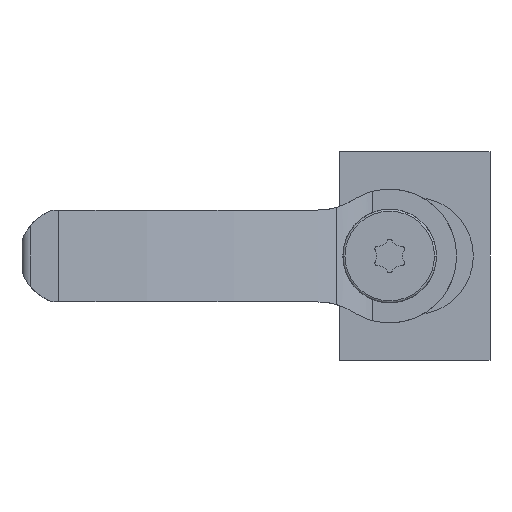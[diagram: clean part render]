
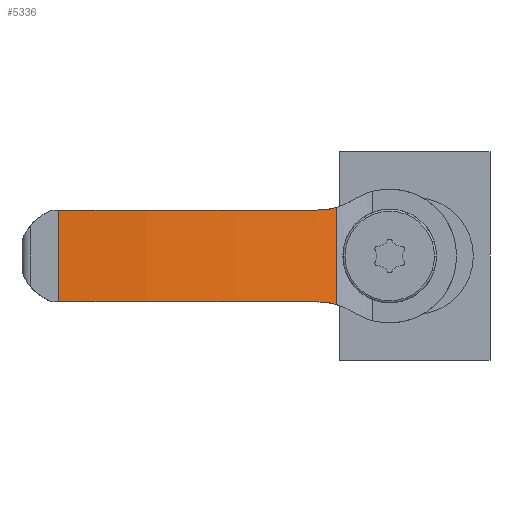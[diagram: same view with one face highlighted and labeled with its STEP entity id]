
A CAD part, left-side view. The second image highlights one B-rep face of the part: STEP entity #5336.
In plain terms, the highlighted cylindrical face has radius 85.784 mm (diameter 171.568 mm), a partial arc.
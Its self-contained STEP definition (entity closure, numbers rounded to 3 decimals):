
#933=CARTESIAN_POINT('',(-23.152,18.39,-18.308));
#934=CARTESIAN_POINT('',(-23.263,18.629,-18.24));
#935=CARTESIAN_POINT('',(-23.483,19.112,-18.126));
#936=CARTESIAN_POINT('',(-23.81,19.848,-18.023));
#937=CARTESIAN_POINT('',(-24.024,20.341,-18.));
#938=CARTESIAN_POINT('',(-24.129,20.588,-18.));
#969=CARTESIAN_POINT('',(54.741,54.328,-18.));
#970=DIRECTION('',(0.,0.,1.));
#971=DIRECTION('',(-0.999,-0.032,0.));
#972=AXIS2_PLACEMENT_3D('',#969,#970,#971);
#993=CARTESIAN_POINT('',(54.741,54.328,-7.));
#994=DIRECTION('',(0.,0.,-1.));
#995=DIRECTION('',(-0.919,-0.393,0.));
#996=AXIS2_PLACEMENT_3D('',#993,#994,#995);
#1030=CARTESIAN_POINT('',(-24.129,20.588,-7.));
#1031=CARTESIAN_POINT('',(-24.024,20.341,-7.));
#1032=CARTESIAN_POINT('',(-23.81,19.848,
-6.977));
#1033=CARTESIAN_POINT('',(-23.483,19.112,
-6.874));
#1034=CARTESIAN_POINT('',(-23.263,18.629,
-6.76));
#1035=CARTESIAN_POINT('',(-23.152,18.39,
-6.692));
#1041=DIRECTION('',(0.,0.,1.));
#1042=VECTOR('',#1041,11.);
#1043=CARTESIAN_POINT('',(-31.,51.6,-18.));
#1044=LINE('',#1043,#1042);
#1045=DIRECTION('',(0.,0.,-1.));
#1046=VECTOR('',#1045,11.616);
#1047=CARTESIAN_POINT('',(-23.152,18.39,
-6.692));
#1048=LINE('',#1047,#1046);
#3330=CARTESIAN_POINT('',(-24.129,20.588,-7.));
#3331=VERTEX_POINT('',#3330);
#3332=VERTEX_POINT('',#1035);
#3343=CARTESIAN_POINT('',(-23.152,18.39,
-18.308));
#3344=VERTEX_POINT('',#3343);
#3345=VERTEX_POINT('',#938);
#3350=CARTESIAN_POINT('',(-31.,51.6,-18.));
#3351=VERTEX_POINT('',#3350);
#3388=CARTESIAN_POINT('',(-31.,51.6,-7.));
#3389=VERTEX_POINT('',#3388);
#5322=CARTESIAN_POINT('',(54.741,54.328,-18.54));
#5323=DIRECTION('',(0.,0.,1.));
#5324=DIRECTION('',(0.,1.,0.));
#5325=AXIS2_PLACEMENT_3D('',#5322,#5323,#5324);
#5326=CYLINDRICAL_SURFACE('',#5325,85.784);
#5327=ORIENTED_EDGE('',*,*,#5215,.T.);
#5328=ORIENTED_EDGE('',*,*,#5245,.F.);
#5330=ORIENTED_EDGE('',*,*,#5329,.T.);
#5331=ORIENTED_EDGE('',*,*,#5288,.F.);
#5332=ORIENTED_EDGE('',*,*,#5316,.T.);
#5333=ORIENTED_EDGE('',*,*,#5193,.T.);
#5334=EDGE_LOOP('',(#5327,#5328,#5330,#5331,#5332,#5333));
#5335=FACE_OUTER_BOUND('',#5334,.F.);
#5336=ADVANCED_FACE('',(#5335),#5326,.T.);
#939=B_SPLINE_CURVE_WITH_KNOTS('',3,(#933,#934,#935,#936,#937,#938),
.UNSPECIFIED.,.F.,.F.,(4,1,1,4),(0.,0.333,0.667,1.),
.UNSPECIFIED.);
#973=CIRCLE('',#972,85.784);
#997=CIRCLE('',#996,85.784);
#1036=B_SPLINE_CURVE_WITH_KNOTS('',3,(#1030,#1031,#1032,#1033,#1034,#1035),
.UNSPECIFIED.,.F.,.F.,(4,1,1,4),(0.,0.333,0.667,1.),
.UNSPECIFIED.);
#5193=EDGE_CURVE('',#3332,#3344,#1048,.T.);
#5215=EDGE_CURVE('',#3344,#3345,#939,.T.);
#5245=EDGE_CURVE('',#3351,#3345,#973,.T.);
#5288=EDGE_CURVE('',#3331,#3389,#997,.T.);
#5316=EDGE_CURVE('',#3331,#3332,#1036,.T.);
#5329=EDGE_CURVE('',#3351,#3389,#1044,.T.);
